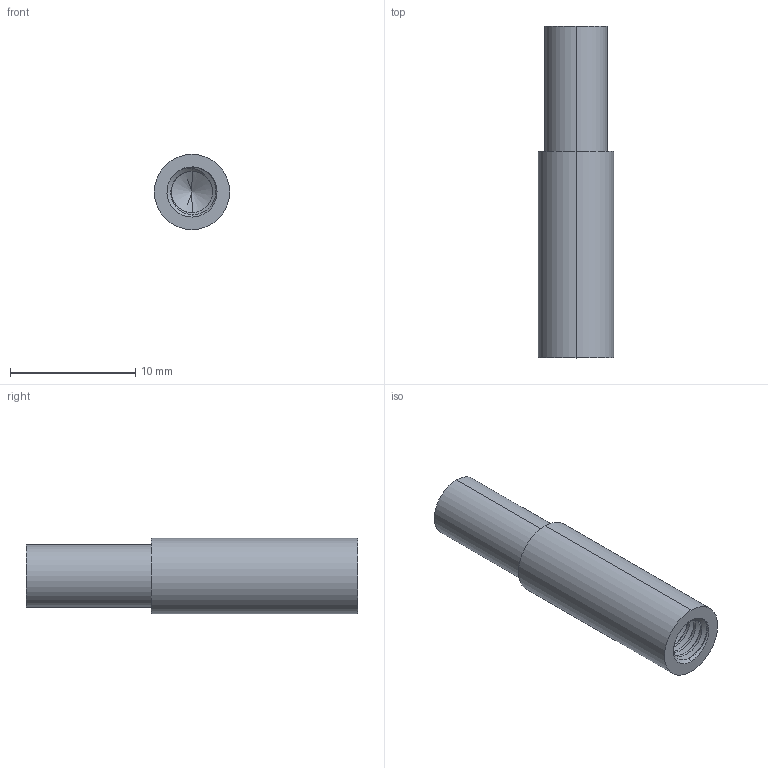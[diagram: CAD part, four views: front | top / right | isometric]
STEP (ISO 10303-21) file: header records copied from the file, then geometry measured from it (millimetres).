
FILE_DESCRIPTION (( 'STEP AP203' ), '1' );
FILE_NAME ('1503-5100-6165.STEP', '2018-01-18T17:03:39', ( '' ), ( '' ), 'SwSTEP 2.0', 'SolidWorks 2016', '' );
FILE_SCHEMA (( 'CONFIG_CONTROL_DESIGN' ));
Length unit declared in the file: millimetre
Products named in the file (1): 1503-5100-6165
Bounding box: 6 x 26.5 x 6 mm (x, y, z)
Volume: 500.5 mm3; surface area: 777.8 mm2
Topology: 1 solids, 1 shells, 95 faces, 266 edges, 172 vertices
Faces by surface type: cylinder 76, cone 10, plane 5, bspline 4
Entity records: 8021 total; most frequent: CARTESIAN_POINT 5954, ORIENTED_EDGE 524, DIRECTION 322, EDGE_CURVE 262, VERTEX_POINT 172, AXIS2_PLACEMENT_3D 120, EDGE_LOOP 98, FACE_OUTER_BOUND 95
